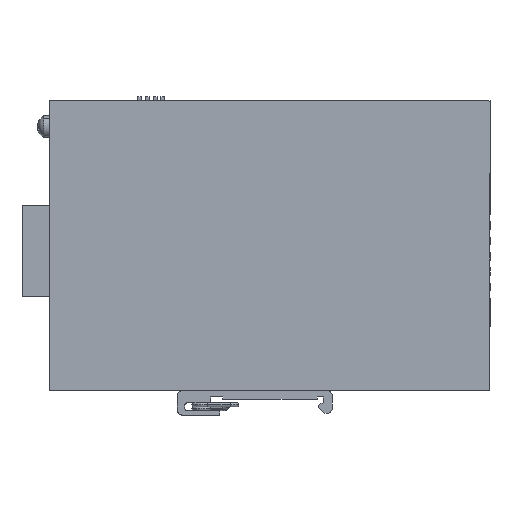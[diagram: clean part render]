
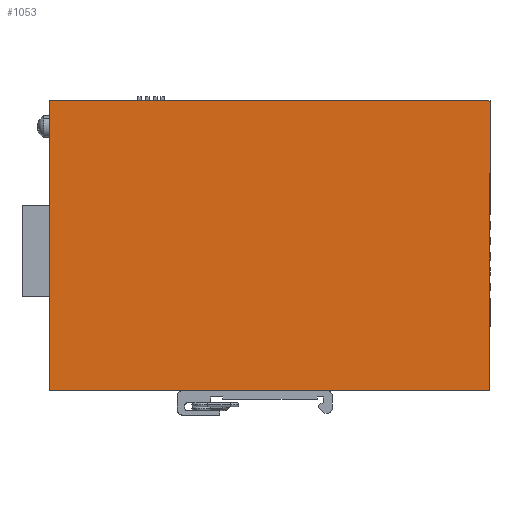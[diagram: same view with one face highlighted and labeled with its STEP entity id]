
A CAD part, left-side view. The second image highlights one B-rep face of the part: STEP entity #1053.
In plain terms, the highlighted planar face has unit normal (-1, 0, 0).
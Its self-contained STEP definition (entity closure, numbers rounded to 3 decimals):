
#1026=AXIS2_PLACEMENT_3D('Plane Axis2P3D',#1023,#1024,#1025) ;
#499=CARTESIAN_POINT('Vertex',(0.,144.3,102.4)) ;
#515=CARTESIAN_POINT('Vertex',(0.,144.3,7.5)) ;
#518=CARTESIAN_POINT('Line Origine',(0.,144.3,54.95)) ;
#1023=CARTESIAN_POINT('Axis2P3D Location',(0.,144.3,7.5)) ;
#1028=CARTESIAN_POINT('Line Origine',(0.,0.,54.95)) ;
#1032=CARTESIAN_POINT('Vertex',(0.,0.,7.5)) ;
#1034=CARTESIAN_POINT('Vertex',(0.,0.,102.4)) ;
#1037=CARTESIAN_POINT('Line Origine',(0.,72.15,102.4)) ;
#1042=CARTESIAN_POINT('Line Origine',(0.,72.15,7.5)) ;
#519=DIRECTION('Vector Direction',(0.,0.,1.)) ;
#1024=DIRECTION('Axis2P3D Direction',(-1.,0.,0.)) ;
#1025=DIRECTION('Axis2P3D XDirection',(0.,-1.,0.)) ;
#1029=DIRECTION('Vector Direction',(0.,0.,1.)) ;
#1038=DIRECTION('Vector Direction',(0.,-1.,0.)) ;
#1043=DIRECTION('Vector Direction',(0.,-1.,0.)) ;
#520=VECTOR('Line Direction',#519,1.) ;
#1030=VECTOR('Line Direction',#1029,1.) ;
#1039=VECTOR('Line Direction',#1038,1.) ;
#1044=VECTOR('Line Direction',#1043,1.) ;
#1048=ORIENTED_EDGE('',*,*,#1036,.T.) ;
#1049=ORIENTED_EDGE('',*,*,#1041,.F.) ;
#1050=ORIENTED_EDGE('',*,*,#522,.F.) ;
#1051=ORIENTED_EDGE('',*,*,#1046,.F.) ;
#1053=ADVANCED_FACE('SWITCH',(#1052),#1027,.T.) ;
#522=EDGE_CURVE('',#516,#500,#521,.T.) ;
#1036=EDGE_CURVE('',#1033,#1035,#1031,.T.) ;
#1041=EDGE_CURVE('',#500,#1035,#1040,.T.) ;
#1046=EDGE_CURVE('',#1033,#516,#1045,.F.) ;
#1047=EDGE_LOOP('',(#1048,#1049,#1050,#1051)) ;
#1052=FACE_OUTER_BOUND('',#1047,.T.) ;
#521=LINE('Line',#518,#520) ;
#1031=LINE('Line',#1028,#1030) ;
#1040=LINE('Line',#1037,#1039) ;
#1045=LINE('Line',#1042,#1044) ;
#1027=PLANE('',#1026) ;
#500=VERTEX_POINT('',#499) ;
#516=VERTEX_POINT('',#515) ;
#1033=VERTEX_POINT('',#1032) ;
#1035=VERTEX_POINT('',#1034) ;
